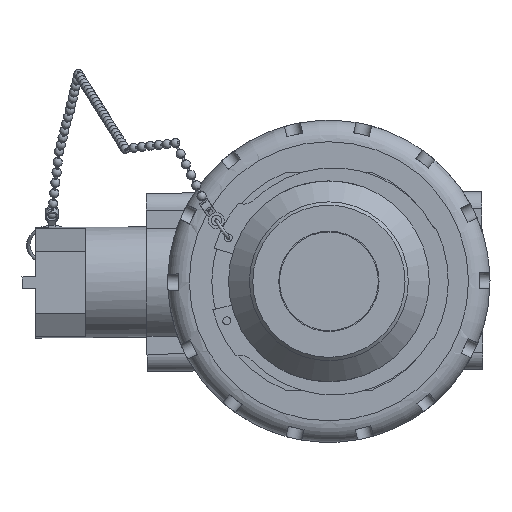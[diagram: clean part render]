
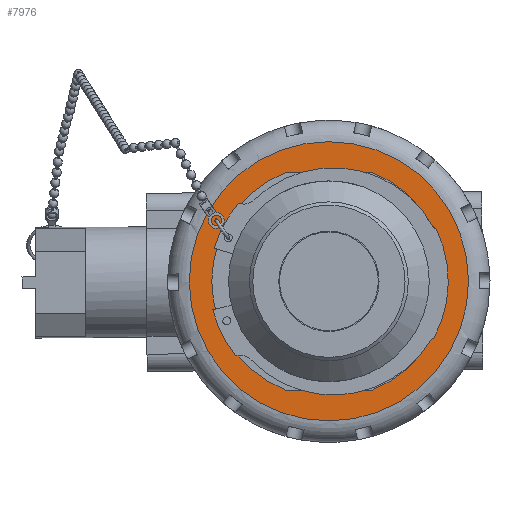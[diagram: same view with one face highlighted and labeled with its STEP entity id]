
A CAD part, left-side view. The second image highlights one B-rep face of the part: STEP entity #7976.
In plain terms, the highlighted planar face has unit normal (-1, 0, 0).
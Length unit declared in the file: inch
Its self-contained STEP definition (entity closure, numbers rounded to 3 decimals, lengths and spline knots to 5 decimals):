
#272=FACE_BOUND('',#1529,.T.);
#483=PLANE('',#8959);
#1056=FACE_OUTER_BOUND('',#1528,.T.);
#1528=EDGE_LOOP('',(#7080));
#1529=EDGE_LOOP('',(#7081));
#2887=CIRCLE('',#8666,1.53545);
#2908=CIRCLE('',#8691,2.0865);
#3398=VERTEX_POINT('',#12573);
#3490=VERTEX_POINT('',#13453);
#4342=EDGE_CURVE('',#3398,#3398,#2887,.T.);
#4452=EDGE_CURVE('',#3490,#3490,#2908,.T.);
#7080=ORIENTED_EDGE('',*,*,#4452,.T.);
#7081=ORIENTED_EDGE('',*,*,#4342,.F.);
#7976=ADVANCED_FACE('',(#1056,#272),#483,.T.);
#8666=AXIS2_PLACEMENT_3D('',#12574,#10456,#10457);
#8691=AXIS2_PLACEMENT_3D('',#13454,#10537,#10538);
#8959=AXIS2_PLACEMENT_3D('',#15144,#11318,#11319);
#10456=DIRECTION('center_axis',(-1.,0.,0.));
#10457=DIRECTION('ref_axis',(0.,-1.,0.005));
#10537=DIRECTION('center_axis',(-1.,0.,0.));
#10538=DIRECTION('ref_axis',(0.,-1.,0.005));
#11318=DIRECTION('center_axis',(-1.,0.,0.));
#11319=DIRECTION('ref_axis',(0.,-1.,0.005));
#12573=CARTESIAN_POINT('',(-2.82648,1.53543,-0.00766));
#12574=CARTESIAN_POINT('Origin',(-2.82648,0.,
0.));
#13453=CARTESIAN_POINT('',(-2.82648,2.08647,-0.0104));
#13454=CARTESIAN_POINT('Origin',(-2.82648,0.,
0.));
#15144=CARTESIAN_POINT('Origin',(-2.82648,-1.04324,0.0052));
